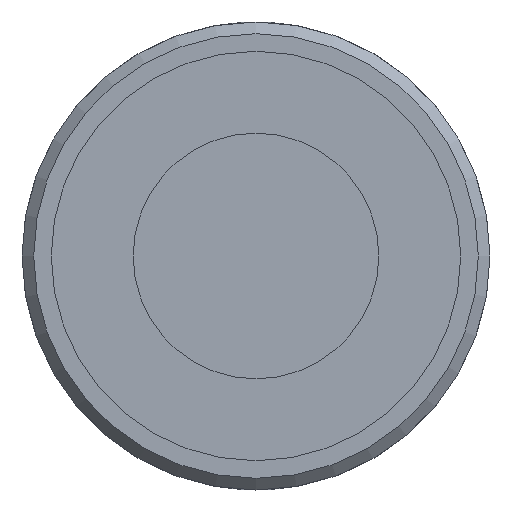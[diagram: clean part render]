
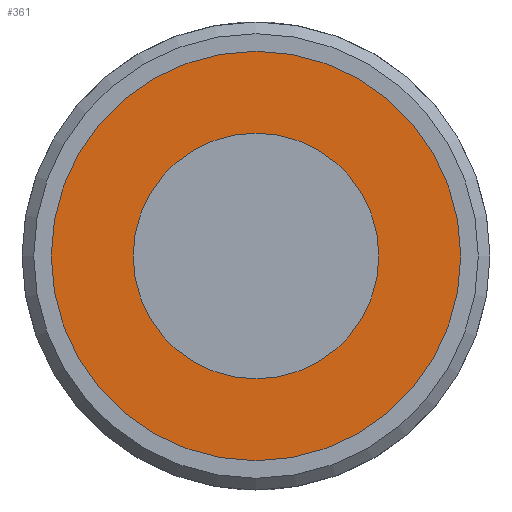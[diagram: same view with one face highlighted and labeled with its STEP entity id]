
A CAD part, front view. The second image highlights one B-rep face of the part: STEP entity #361.
In plain terms, the highlighted planar face has unit normal (0, -1, 0).
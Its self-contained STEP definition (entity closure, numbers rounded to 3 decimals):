
#77=FACE_BOUND('',#120,.T.);
#95=FACE_OUTER_BOUND('',#119,.T.);
#119=EDGE_LOOP('',(#319));
#120=EDGE_LOOP('',(#320));
#146=CIRCLE('',#420,8.75);
#147=CIRCLE('',#421,5.25);
#179=VERTEX_POINT('',#657);
#180=VERTEX_POINT('',#659);
#227=EDGE_CURVE('',#179,#179,#146,.T.);
#228=EDGE_CURVE('',#180,#180,#147,.T.);
#319=ORIENTED_EDGE('',*,*,#227,.F.);
#320=ORIENTED_EDGE('',*,*,#228,.F.);
#341=PLANE('',#419);
#361=ADVANCED_FACE('',(#95,#77),#341,.F.);
#419=AXIS2_PLACEMENT_3D('',#656,#525,#526);
#420=AXIS2_PLACEMENT_3D('',#658,#527,#528);
#421=AXIS2_PLACEMENT_3D('',#660,#529,#530);
#525=DIRECTION('center_axis',(0.,1.,0.));
#526=DIRECTION('ref_axis',(1.,0.,0.));
#527=DIRECTION('center_axis',(0.,1.,0.));
#528=DIRECTION('ref_axis',(1.,0.,0.));
#529=DIRECTION('center_axis',(0.,-1.,0.));
#530=DIRECTION('ref_axis',(1.,0.,0.));
#656=CARTESIAN_POINT('Origin',(0.,-2.,0.));
#657=CARTESIAN_POINT('',(-8.75,-2.,0.));
#658=CARTESIAN_POINT('Origin',(0.,-2.,0.));
#659=CARTESIAN_POINT('',(-5.25,-2.,0.));
#660=CARTESIAN_POINT('Origin',(0.,-2.,0.));
